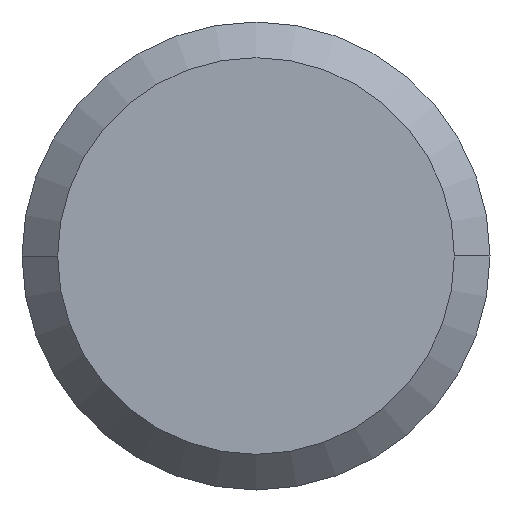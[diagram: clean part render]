
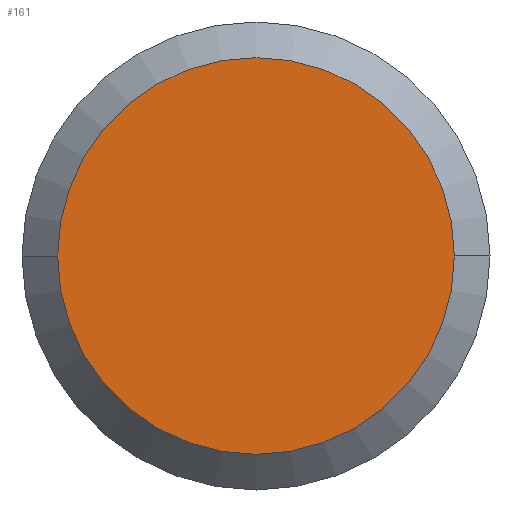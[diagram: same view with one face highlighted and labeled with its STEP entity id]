
A CAD part, left-side view. The second image highlights one B-rep face of the part: STEP entity #161.
In plain terms, the highlighted planar face has unit normal (-1, 0, 0).
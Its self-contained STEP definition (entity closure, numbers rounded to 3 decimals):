
#12 = CARTESIAN_POINT ( 'NONE',  ( 0., 0., 0. ) ) ;
#44 = FACE_OUTER_BOUND ( 'NONE', #108, .T. ) ;
#55 = DIRECTION ( 'NONE',  ( 1., 0., 0. ) ) ;
#92 = DIRECTION ( 'NONE',  ( 1., 0., 0. ) ) ;
#108 = EDGE_LOOP ( 'NONE', ( #263, #144 ) ) ;
#117 = AXIS2_PLACEMENT_3D ( 'NONE', #286, #92, #259 ) ;
#122 = CIRCLE ( 'NONE', #299, 4.238 ) ;
#144 = ORIENTED_EDGE ( 'NONE', *, *, #294, .F. ) ;
#150 = VERTEX_POINT ( 'NONE', #404 ) ;
#161 = ADVANCED_FACE ( 'NONE', ( #44 ), #301, .T. ) ;
#184 = CARTESIAN_POINT ( 'NONE',  ( 0., 0., 0. ) ) ;
#185 = DIRECTION ( 'NONE',  ( 0., -1., 0. ) ) ;
#192 = VERTEX_POINT ( 'NONE', #414 ) ;
#230 = CIRCLE ( 'NONE', #117, 4.238 ) ;
#233 = AXIS2_PLACEMENT_3D ( 'NONE', #12, #407, #185 ) ;
#259 = DIRECTION ( 'NONE',  ( 0., 1., 0. ) ) ;
#263 = ORIENTED_EDGE ( 'NONE', *, *, #331, .F. ) ;
#277 = DIRECTION ( 'NONE',  ( 0., 1., 0. ) ) ;
#286 = CARTESIAN_POINT ( 'NONE',  ( 0., 0., 0. ) ) ;
#294 = EDGE_CURVE ( 'NONE', #150, #192, #122, .T. ) ;
#299 = AXIS2_PLACEMENT_3D ( 'NONE', #184, #55, #277 ) ;
#301 = PLANE ( 'NONE',  #233 ) ;
#331 = EDGE_CURVE ( 'NONE', #192, #150, #230, .T. ) ;
#404 = CARTESIAN_POINT ( 'NONE',  ( 0., -4.238, 0. ) ) ;
#407 = DIRECTION ( 'NONE',  ( -1., 0., 0. ) ) ;
#414 = CARTESIAN_POINT ( 'NONE',  ( 0., 4.238, 0. ) ) ;
